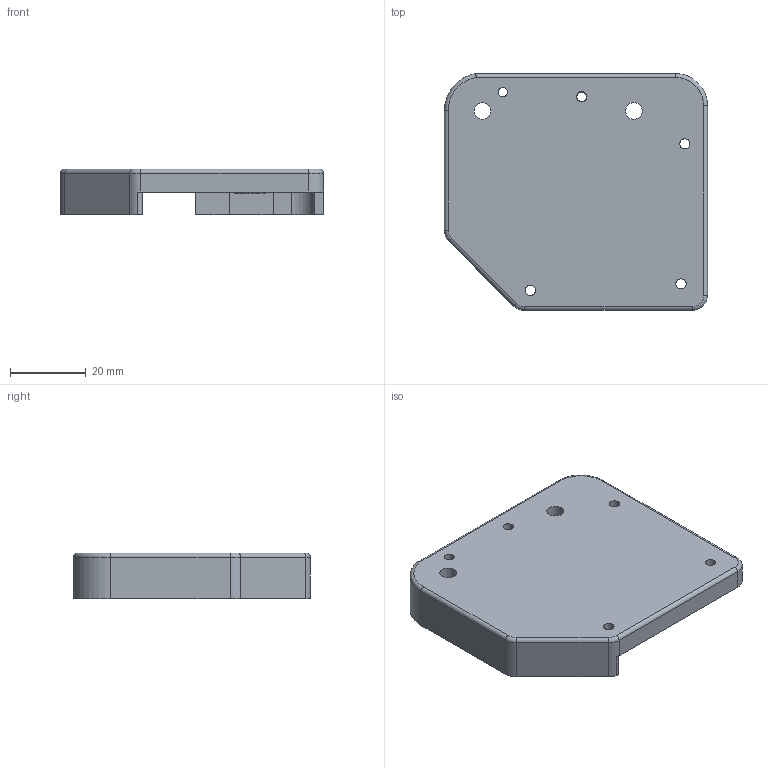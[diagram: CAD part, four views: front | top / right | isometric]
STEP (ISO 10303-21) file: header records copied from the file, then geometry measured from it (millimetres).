
FILE_DESCRIPTION(/* description */ (''),/* implementation_level */ '2;1');
FILE_NAME(/* name */ 'mastPCBCover.step',/* time_stamp */ '2025-07-02T19:06:42-07:00',/* author */ (''),/* organization */ (''),/* preprocessor_version */ 'ST-DEVELOPER v20.1',/* originating_system */ 'Autodesk Translation Framework v14.10.0.0',/* authorisation */ '');
FILE_SCHEMA (('AUTOMOTIVE_DESIGN { 1 0 10303 214 3 1 1 }'));
Length unit declared in the file: millimetre
Products named in the file (1): 2025-07-02-19-06-42-077
Bounding box: 69.32 x 62.4 x 12 mm (x, y, z)
Volume: 13768.7 mm3; surface area: 12501.8 mm2
Topology: 1 solids, 1 shells, 78 faces, 210 edges, 136 vertices
Faces by surface type: cylinder 40, plane 31, torus 7
Full cylindrical faces by diameter (mm): 2.5 x2, 2.7 x4, 4.4 x2, 8 x2
Entity records: 2541 total; most frequent: DIRECTION 454, CARTESIAN_POINT 445, ORIENTED_EDGE 420, EDGE_CURVE 210, AXIS2_PLACEMENT_3D 169, VERTEX_POINT 136, LINE 116, VECTOR 116
